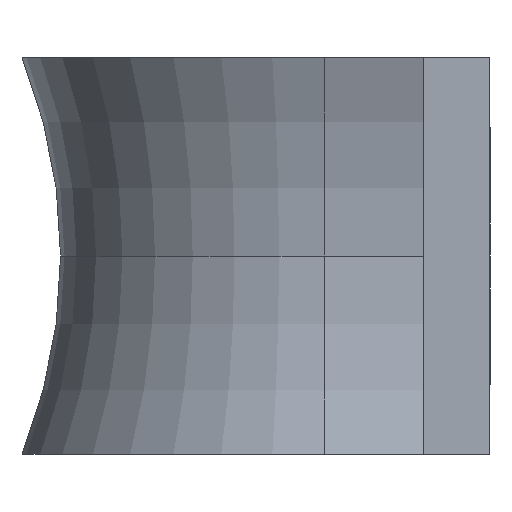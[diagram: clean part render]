
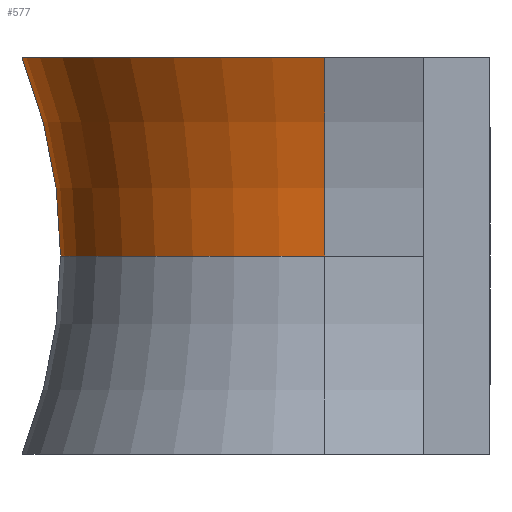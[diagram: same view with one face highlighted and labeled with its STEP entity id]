
A CAD part, left-side view. The second image highlights one B-rep face of the part: STEP entity #577.
In plain terms, the highlighted toroidal (fillet/blend) face has major radius 12 mm and minor radius 8 mm.
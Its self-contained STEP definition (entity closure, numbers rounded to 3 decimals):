
#6 = CARTESIAN_POINT ( 'NONE',  ( 4.584, 0., 3. ) ) ;
#20 = CARTESIAN_POINT ( 'NONE',  ( 0., 0., 3. ) ) ;
#27 = ORIENTED_EDGE ( 'NONE', *, *, #295, .T. ) ;
#49 = VERTEX_POINT ( 'NONE', #391 ) ;
#50 = CARTESIAN_POINT ( 'NONE',  ( -4.584, 0., 3. ) ) ;
#59 = DIRECTION ( 'NONE',  ( 1., 0., 0. ) ) ;
#65 = TOROIDAL_SURFACE ( 'NONE', #440, 12., 8. ) ;
#71 = DIRECTION ( 'NONE',  ( 1., 0., 0. ) ) ;
#90 = CARTESIAN_POINT ( 'NONE',  ( 0., 0., 0. ) ) ;
#92 = CIRCLE ( 'NONE', #445, 8. ) ;
#99 = CIRCLE ( 'NONE', #313, 4.584 ) ;
#100 = EDGE_CURVE ( 'NONE', #578, #515, #99, .T. ) ;
#102 = DIRECTION ( 'NONE',  ( 0., 1., 0. ) ) ;
#110 = EDGE_LOOP ( 'NONE', ( #158, #27, #169, #552 ) ) ;
#127 = AXIS2_PLACEMENT_3D ( 'NONE', #378, #102, #420 ) ;
#138 = DIRECTION ( 'NONE',  ( 1., 0., 0. ) ) ;
#158 = ORIENTED_EDGE ( 'NONE', *, *, #361, .T. ) ;
#169 = ORIENTED_EDGE ( 'NONE', *, *, #502, .F. ) ;
#235 = DIRECTION ( 'NONE',  ( 0., -1., 0. ) ) ;
#287 = AXIS2_PLACEMENT_3D ( 'NONE', #90, #407, #138 ) ;
#288 = VERTEX_POINT ( 'NONE', #591 ) ;
#295 = EDGE_CURVE ( 'NONE', #288, #49, #467, .T. ) ;
#313 = AXIS2_PLACEMENT_3D ( 'NONE', #20, #351, #71 ) ;
#351 = DIRECTION ( 'NONE',  ( 0., 0., 1. ) ) ;
#361 = EDGE_CURVE ( 'NONE', #578, #288, #92, .T. ) ;
#362 = FACE_OUTER_BOUND ( 'NONE', #110, .T. ) ;
#378 = CARTESIAN_POINT ( 'NONE',  ( -12., 0., 0. ) ) ;
#385 = CIRCLE ( 'NONE', #127, 8. ) ;
#391 = CARTESIAN_POINT ( 'NONE',  ( -4., 0., 0. ) ) ;
#407 = DIRECTION ( 'NONE',  ( 0., 0., 1. ) ) ;
#420 = DIRECTION ( 'NONE',  ( 0., 0., 1. ) ) ;
#440 = AXIS2_PLACEMENT_3D ( 'NONE', #569, #470, #59 ) ;
#445 = AXIS2_PLACEMENT_3D ( 'NONE', #497, #235, #556 ) ;
#467 = CIRCLE ( 'NONE', #287, 4. ) ;
#470 = DIRECTION ( 'NONE',  ( 0., 0., 1. ) ) ;
#497 = CARTESIAN_POINT ( 'NONE',  ( 12., 0., 0. ) ) ;
#502 = EDGE_CURVE ( 'NONE', #515, #49, #385, .T. ) ;
#515 = VERTEX_POINT ( 'NONE', #50 ) ;
#552 = ORIENTED_EDGE ( 'NONE', *, *, #100, .F. ) ;
#556 = DIRECTION ( 'NONE',  ( 0., 0., 1. ) ) ;
#569 = CARTESIAN_POINT ( 'NONE',  ( 0., 0., 0. ) ) ;
#577 = ADVANCED_FACE ( 'NONE', ( #362 ), #65, .F. ) ;
#578 = VERTEX_POINT ( 'NONE', #6 ) ;
#591 = CARTESIAN_POINT ( 'NONE',  ( 4., 0., 0. ) ) ;
